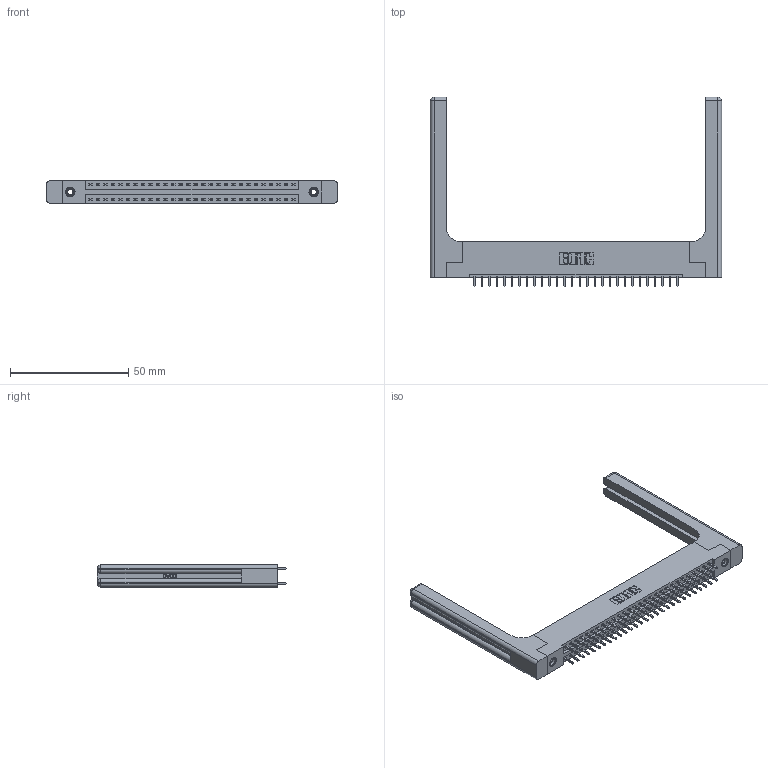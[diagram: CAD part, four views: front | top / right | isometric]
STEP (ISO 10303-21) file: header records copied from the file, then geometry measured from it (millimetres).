
FILE_DESCRIPTION (( 'STEP AP203' ), '1' );
FILE_NAME ('396-056-521-258.STEP', '2019-10-30T15:32:50', ( '' ), ( '' ), 'SwSTEP 2.0', 'SolidWorks 2016', '' );
FILE_SCHEMA (( 'CONFIG_CONTROL_DESIGN' ));
Length unit declared in the file: inch
Products named in the file (5): 346 Part_Flush Mounting Lugs - 0.156 Dia-TH; 346-220-058_345-220-058; 345-292-001_345-293-121; 345-250-001_345-250-001-102; 396-056-521-258
Assembly tree (61 placements, depth 2):
  396-056-521-258
    346 Part_Flush Mounting Lugs - 0.156 Dia-TH
    345-292-001_345-293-121  x56
    345-250-001_345-250-001-102  x2
    346-220-058_345-220-058  x2
Bounding box: 122.96 x 80.01 x 9.4 mm (x, y, z)
Volume: 19352.9 mm3; surface area: 20899.4 mm2
Topology: 61 solids, 61 shells, 3290 faces, 9675 edges, 6354 vertices
Faces by surface type: plane 2184, cylinder 1046, bspline 36, cone 12, sphere 8, torus 4
Entity records: 25358 total; most frequent: CARTESIAN_POINT 5205, ORIENTED_EDGE 3936, DIRECTION 3572, EDGE_CURVE 1968, LINE 1632, VECTOR 1632, VERTEX_POINT 1302, AXIS2_PLACEMENT_3D 970
